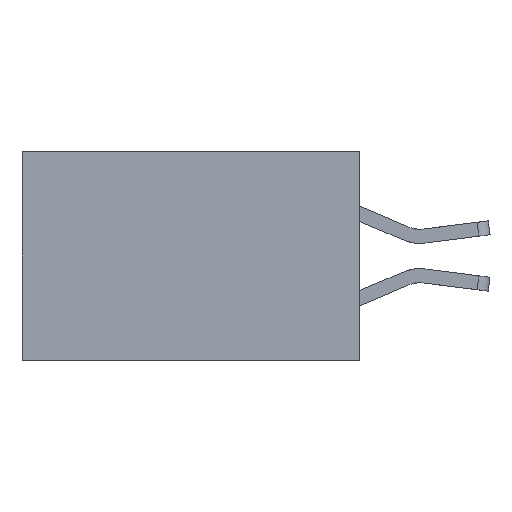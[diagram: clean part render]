
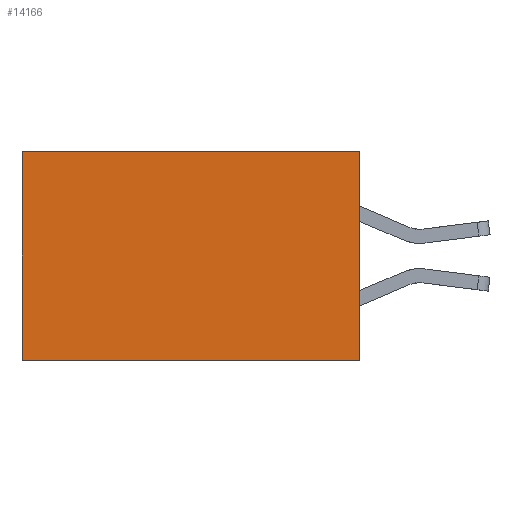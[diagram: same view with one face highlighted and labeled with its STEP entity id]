
A CAD part, left-side view. The second image highlights one B-rep face of the part: STEP entity #14166.
In plain terms, the highlighted planar face has unit normal (-1, 0, 0).
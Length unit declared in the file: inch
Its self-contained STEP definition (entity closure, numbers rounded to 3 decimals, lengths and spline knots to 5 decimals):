
#371 = VECTOR ( 'NONE', #9394, 39.37008 ) ;
#727 = FACE_OUTER_BOUND ( 'NONE', #2740, .T. ) ;
#2200 = LINE ( 'NONE', #9983, #2368 ) ;
#2368 = VECTOR ( 'NONE', #8071, 39.37008 ) ;
#2604 = VECTOR ( 'NONE', #12028, 39.37008 ) ;
#2740 = EDGE_LOOP ( 'NONE', ( #11804, #12590, #12765, #9972 ) ) ;
#2787 = VERTEX_POINT ( 'NONE', #7901 ) ;
#3050 = CARTESIAN_POINT ( 'NONE',  ( 0.2875, 0.6, 0. ) ) ;
#3766 = VERTEX_POINT ( 'NONE', #11269 ) ;
#3822 = DIRECTION ( 'NONE',  ( 0., 0., -1. ) ) ;
#4081 = VECTOR ( 'NONE', #9533, 39.37008 ) ;
#4612 = LINE ( 'NONE', #3050, #4081 ) ;
#6127 = EDGE_CURVE ( 'NONE', #13514, #12908, #8923, .T. ) ;
#6460 = EDGE_CURVE ( 'NONE', #3766, #13514, #9084, .T. ) ;
#7000 = DIRECTION ( 'NONE',  ( 1., 0., 0. ) ) ;
#7170 = PLANE ( 'NONE',  #7900 ) ;
#7742 = CARTESIAN_POINT ( 'NONE',  ( 0.2875, 0., -0.37 ) ) ;
#7900 = AXIS2_PLACEMENT_3D ( 'NONE', #9163, #7000, #3822 ) ;
#7901 = CARTESIAN_POINT ( 'NONE',  ( 0.2875, 0.6, 0. ) ) ;
#8071 = DIRECTION ( 'NONE',  ( 0., 1., 0. ) ) ;
#8735 = CARTESIAN_POINT ( 'NONE',  ( 0.2875, 0.6, -0.37 ) ) ;
#8923 = LINE ( 'NONE', #7742, #2604 ) ;
#8930 = EDGE_CURVE ( 'NONE', #3766, #2787, #2200, .T. ) ;
#9084 = LINE ( 'NONE', #12631, #371 ) ;
#9163 = CARTESIAN_POINT ( 'NONE',  ( 0.2875, 0., 0. ) ) ;
#9394 = DIRECTION ( 'NONE',  ( 0., 0., -1. ) ) ;
#9469 = EDGE_CURVE ( 'NONE', #2787, #12908, #4612, .T. ) ;
#9533 = DIRECTION ( 'NONE',  ( 0., 0., -1. ) ) ;
#9972 = ORIENTED_EDGE ( 'NONE', *, *, #8930, .T. ) ;
#9983 = CARTESIAN_POINT ( 'NONE',  ( 0.2875, 0., 0. ) ) ;
#11269 = CARTESIAN_POINT ( 'NONE',  ( 0.2875, 0., 0. ) ) ;
#11804 = ORIENTED_EDGE ( 'NONE', *, *, #9469, .T. ) ;
#12028 = DIRECTION ( 'NONE',  ( 0., 1., 0. ) ) ;
#12590 = ORIENTED_EDGE ( 'NONE', *, *, #6127, .F. ) ;
#12631 = CARTESIAN_POINT ( 'NONE',  ( 0.2875, 0., 0. ) ) ;
#12765 = ORIENTED_EDGE ( 'NONE', *, *, #6460, .F. ) ;
#12908 = VERTEX_POINT ( 'NONE', #8735 ) ;
#13514 = VERTEX_POINT ( 'NONE', #13593 ) ;
#13593 = CARTESIAN_POINT ( 'NONE',  ( 0.2875, 0., -0.37 ) ) ;
#14166 = ADVANCED_FACE ( 'NONE', ( #727 ), #7170, .F. ) ;
